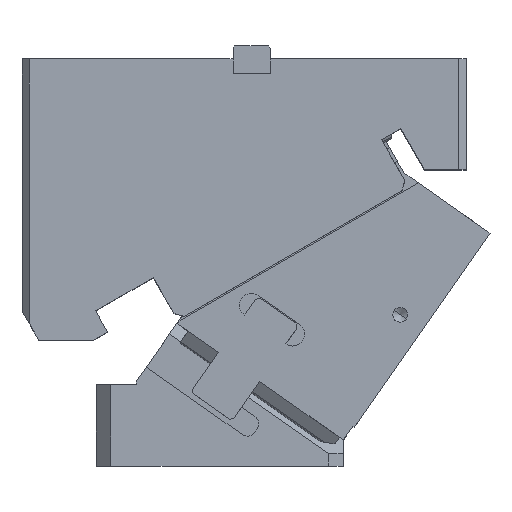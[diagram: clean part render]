
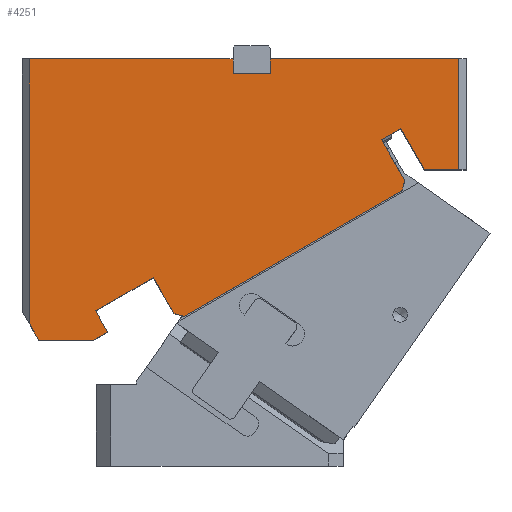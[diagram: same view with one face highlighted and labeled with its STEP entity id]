
A CAD part, top view. The second image highlights one B-rep face of the part: STEP entity #4251.
In plain terms, the highlighted planar face has unit normal (0, 0, 1).
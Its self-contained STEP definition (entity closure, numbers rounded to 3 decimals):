
#304=CARTESIAN_POINT('Line Origine',(-30.726,139.085,55.)) ;
#308=CARTESIAN_POINT('Vertex',(-37.221,135.335,55.)) ;
#310=CARTESIAN_POINT('Vertex',(-24.231,142.835,55.)) ;
#488=CARTESIAN_POINT('Line Origine',(-16.195,128.918,55.)) ;
#492=CARTESIAN_POINT('Vertex',(-8.16,115.,55.)) ;
#581=CARTESIAN_POINT('Vertex',(15.,115.,55.)) ;
#584=CARTESIAN_POINT('Line Origine',(3.42,115.,55.)) ;
#787=CARTESIAN_POINT('Vertex',(-112.5,190.,55.)) ;
#790=CARTESIAN_POINT('Line Origine',(-48.75,190.,55.)) ;
#794=CARTESIAN_POINT('Vertex',(15.,190.,55.)) ;
#1037=CARTESIAN_POINT('Vertex',(-275.,190.,55.)) ;
#1040=CARTESIAN_POINT('Line Origine',(-206.25,190.,55.)) ;
#1044=CARTESIAN_POINT('Vertex',(-137.5,190.,55.)) ;
#1222=CARTESIAN_POINT('Vertex',(-268.545,0.,55.)) ;
#1225=CARTESIAN_POINT('Line Origine',(-271.773,5.59,55.)) ;
#1229=CARTESIAN_POINT('Vertex',(-275.,11.18,55.)) ;
#1329=CARTESIAN_POINT('Vertex',(-231.629,0.,55.)) ;
#1332=CARTESIAN_POINT('Line Origine',(-250.087,0.,55.)) ;
#1487=CARTESIAN_POINT('Vertex',(-230.321,19.794,55.)) ;
#1490=CARTESIAN_POINT('Line Origine',(-226.199,12.655,55.)) ;
#1494=CARTESIAN_POINT('Vertex',(-222.077,5.515,55.)) ;
#2164=CARTESIAN_POINT('Line Origine',(15.,152.5,55.)) ;
#2247=CARTESIAN_POINT('Vertex',(-112.5,180.,55.)) ;
#2250=CARTESIAN_POINT('Line Origine',(-112.5,185.,55.)) ;
#2486=CARTESIAN_POINT('Line Origine',(-137.5,185.,55.)) ;
#2490=CARTESIAN_POINT('Vertex',(-137.5,180.,55.)) ;
#2515=CARTESIAN_POINT('Line Origine',(-275.,100.59,55.)) ;
#2832=CARTESIAN_POINT('Line Origine',(-226.853,2.757,55.)) ;
#3552=CARTESIAN_POINT('Vertex',(-21.471,108.056,55.)) ;
#3555=CARTESIAN_POINT('Line Origine',(-22.368,104.709,55.)) ;
#3559=CARTESIAN_POINT('Vertex',(-23.265,101.362,55.)) ;
#3562=CARTESIAN_POINT('Line Origine',(-23.283,101.294,55.)) ;
#3566=CARTESIAN_POINT('Vertex',(-23.301,101.225,55.)) ;
#3587=CARTESIAN_POINT('Vertex',(-170.526,16.225,55.)) ;
#3604=CARTESIAN_POINT('Line Origine',(-96.913,58.725,55.)) ;
#3623=CARTESIAN_POINT('Line Origine',(-125.,180.,55.)) ;
#3642=CARTESIAN_POINT('Line Origine',(-170.594,16.244,55.)) ;
#3646=CARTESIAN_POINT('Vertex',(-170.662,16.262,55.)) ;
#3649=CARTESIAN_POINT('Line Origine',(-174.009,17.159,55.)) ;
#3653=CARTESIAN_POINT('Vertex',(-177.356,18.056,55.)) ;
#4205=CARTESIAN_POINT('Axis2P3D Location',(20.,190.,55.)) ;
#4210=CARTESIAN_POINT('Line Origine',(-29.346,121.695,55.)) ;
#4215=CARTESIAN_POINT('Line Origine',(-210.836,31.044,55.)) ;
#4219=CARTESIAN_POINT('Vertex',(-191.35,42.294,55.)) ;
#4222=CARTESIAN_POINT('Line Origine',(-184.353,30.175,55.)) ;
#305=DIRECTION('Vector Direction',(0.866,0.5,0.)) ;
#489=DIRECTION('Vector Direction',(0.5,-0.866,0.)) ;
#585=DIRECTION('Vector Direction',(1.,0.,0.)) ;
#791=DIRECTION('Vector Direction',(-1.,0.,0.)) ;
#1041=DIRECTION('Vector Direction',(-1.,0.,0.)) ;
#1226=DIRECTION('Vector Direction',(0.5,-0.866,0.)) ;
#1333=DIRECTION('Vector Direction',(1.,0.,0.)) ;
#1491=DIRECTION('Vector Direction',(-0.5,0.866,0.)) ;
#2165=DIRECTION('Vector Direction',(0.,1.,0.)) ;
#2251=DIRECTION('Vector Direction',(0.,1.,0.)) ;
#2487=DIRECTION('Vector Direction',(0.,1.,0.)) ;
#2516=DIRECTION('Vector Direction',(0.,-1.,0.)) ;
#2833=DIRECTION('Vector Direction',(0.866,0.5,0.)) ;
#3556=DIRECTION('Vector Direction',(0.259,0.966,0.)) ;
#3563=DIRECTION('Vector Direction',(-0.259,-0.966,0.)) ;
#3605=DIRECTION('Vector Direction',(0.866,0.5,0.)) ;
#3624=DIRECTION('Vector Direction',(1.,0.,0.)) ;
#3643=DIRECTION('Vector Direction',(-0.966,0.259,0.)) ;
#3650=DIRECTION('Vector Direction',(0.966,-0.259,0.)) ;
#4206=DIRECTION('Axis2P3D Direction',(0.,0.,1.)) ;
#4207=DIRECTION('Axis2P3D XDirection',(1.,0.,0.)) ;
#4211=DIRECTION('Vector Direction',(-0.5,0.866,0.)) ;
#4216=DIRECTION('Vector Direction',(-0.866,-0.5,0.)) ;
#4223=DIRECTION('Vector Direction',(-0.5,0.866,0.)) ;
#4208=AXIS2_PLACEMENT_3D('Plane Axis2P3D',#4205,#4206,#4207) ;
#4228=ORIENTED_EDGE('',*,*,#3608,.T.) ;
#4229=ORIENTED_EDGE('',*,*,#3568,.F.) ;
#4230=ORIENTED_EDGE('',*,*,#3561,.T.) ;
#4231=ORIENTED_EDGE('',*,*,#4214,.T.) ;
#4232=ORIENTED_EDGE('',*,*,#312,.T.) ;
#4233=ORIENTED_EDGE('',*,*,#494,.T.) ;
#4234=ORIENTED_EDGE('',*,*,#588,.T.) ;
#4235=ORIENTED_EDGE('',*,*,#2168,.T.) ;
#4236=ORIENTED_EDGE('',*,*,#796,.T.) ;
#4237=ORIENTED_EDGE('',*,*,#2254,.F.) ;
#4238=ORIENTED_EDGE('',*,*,#3627,.F.) ;
#4239=ORIENTED_EDGE('',*,*,#2492,.T.) ;
#4240=ORIENTED_EDGE('',*,*,#1046,.T.) ;
#4241=ORIENTED_EDGE('',*,*,#2519,.T.) ;
#4242=ORIENTED_EDGE('',*,*,#1231,.T.) ;
#4243=ORIENTED_EDGE('',*,*,#1336,.T.) ;
#4244=ORIENTED_EDGE('',*,*,#2836,.T.) ;
#4245=ORIENTED_EDGE('',*,*,#1496,.T.) ;
#4246=ORIENTED_EDGE('',*,*,#4221,.F.) ;
#4247=ORIENTED_EDGE('',*,*,#4226,.T.) ;
#4248=ORIENTED_EDGE('',*,*,#3655,.T.) ;
#4249=ORIENTED_EDGE('',*,*,#3648,.F.) ;
#306=VECTOR('Line Direction',#305,1.) ;
#490=VECTOR('Line Direction',#489,1.) ;
#586=VECTOR('Line Direction',#585,1.) ;
#792=VECTOR('Line Direction',#791,1.) ;
#1042=VECTOR('Line Direction',#1041,1.) ;
#1227=VECTOR('Line Direction',#1226,1.) ;
#1334=VECTOR('Line Direction',#1333,1.) ;
#1492=VECTOR('Line Direction',#1491,1.) ;
#2166=VECTOR('Line Direction',#2165,1.) ;
#2252=VECTOR('Line Direction',#2251,1.) ;
#2488=VECTOR('Line Direction',#2487,1.) ;
#2517=VECTOR('Line Direction',#2516,1.) ;
#2834=VECTOR('Line Direction',#2833,1.) ;
#3557=VECTOR('Line Direction',#3556,1.) ;
#3564=VECTOR('Line Direction',#3563,1.) ;
#3606=VECTOR('Line Direction',#3605,1.) ;
#3625=VECTOR('Line Direction',#3624,1.) ;
#3644=VECTOR('Line Direction',#3643,1.) ;
#3651=VECTOR('Line Direction',#3650,1.) ;
#4212=VECTOR('Line Direction',#4211,1.) ;
#4217=VECTOR('Line Direction',#4216,1.) ;
#4224=VECTOR('Line Direction',#4223,1.) ;
#4251=ADVANCED_FACE('CAM HOLDER',(#4250),#4209,.T.) ;
#312=EDGE_CURVE('',#309,#311,#307,.T.) ;
#494=EDGE_CURVE('',#311,#493,#491,.T.) ;
#588=EDGE_CURVE('',#493,#582,#587,.T.) ;
#796=EDGE_CURVE('',#795,#788,#793,.T.) ;
#1046=EDGE_CURVE('',#1045,#1038,#1043,.T.) ;
#1231=EDGE_CURVE('',#1230,#1223,#1228,.T.) ;
#1336=EDGE_CURVE('',#1223,#1330,#1335,.T.) ;
#1496=EDGE_CURVE('',#1495,#1488,#1493,.T.) ;
#2168=EDGE_CURVE('',#582,#795,#2167,.T.) ;
#2254=EDGE_CURVE('',#2248,#788,#2253,.T.) ;
#2492=EDGE_CURVE('',#2491,#1045,#2489,.T.) ;
#2519=EDGE_CURVE('',#1038,#1230,#2518,.T.) ;
#2836=EDGE_CURVE('',#1330,#1495,#2835,.T.) ;
#3561=EDGE_CURVE('',#3560,#3553,#3558,.T.) ;
#3568=EDGE_CURVE('',#3560,#3567,#3565,.T.) ;
#3608=EDGE_CURVE('',#3588,#3567,#3607,.T.) ;
#3627=EDGE_CURVE('',#2491,#2248,#3626,.T.) ;
#3648=EDGE_CURVE('',#3588,#3647,#3645,.T.) ;
#3655=EDGE_CURVE('',#3654,#3647,#3652,.T.) ;
#4214=EDGE_CURVE('',#3553,#309,#4213,.T.) ;
#4221=EDGE_CURVE('',#4220,#1488,#4218,.T.) ;
#4226=EDGE_CURVE('',#4220,#3654,#4225,.F.) ;
#4227=EDGE_LOOP('',(#4228,#4229,#4230,#4231,#4232,#4233,#4234,#4235,#4236,#4237,#4238,#4239,#4240,#4241,#4242,#4243,#4244,#4245,#4246,#4247,#4248,#4249)) ;
#4250=FACE_OUTER_BOUND('',#4227,.T.) ;
#307=LINE('Line',#304,#306) ;
#491=LINE('Line',#488,#490) ;
#587=LINE('Line',#584,#586) ;
#793=LINE('Line',#790,#792) ;
#1043=LINE('Line',#1040,#1042) ;
#1228=LINE('Line',#1225,#1227) ;
#1335=LINE('Line',#1332,#1334) ;
#1493=LINE('Line',#1490,#1492) ;
#2167=LINE('Line',#2164,#2166) ;
#2253=LINE('Line',#2250,#2252) ;
#2489=LINE('Line',#2486,#2488) ;
#2518=LINE('Line',#2515,#2517) ;
#2835=LINE('Line',#2832,#2834) ;
#3558=LINE('Line',#3555,#3557) ;
#3565=LINE('Line',#3562,#3564) ;
#3607=LINE('Line',#3604,#3606) ;
#3626=LINE('Line',#3623,#3625) ;
#3645=LINE('Line',#3642,#3644) ;
#3652=LINE('Line',#3649,#3651) ;
#4213=LINE('Line',#4210,#4212) ;
#4218=LINE('Line',#4215,#4217) ;
#4225=LINE('Line',#4222,#4224) ;
#4209=PLANE('Plane',#4208) ;
#309=VERTEX_POINT('',#308) ;
#311=VERTEX_POINT('',#310) ;
#493=VERTEX_POINT('',#492) ;
#582=VERTEX_POINT('',#581) ;
#788=VERTEX_POINT('',#787) ;
#795=VERTEX_POINT('',#794) ;
#1038=VERTEX_POINT('',#1037) ;
#1045=VERTEX_POINT('',#1044) ;
#1223=VERTEX_POINT('',#1222) ;
#1230=VERTEX_POINT('',#1229) ;
#1330=VERTEX_POINT('',#1329) ;
#1488=VERTEX_POINT('',#1487) ;
#1495=VERTEX_POINT('',#1494) ;
#2248=VERTEX_POINT('',#2247) ;
#2491=VERTEX_POINT('',#2490) ;
#3553=VERTEX_POINT('',#3552) ;
#3560=VERTEX_POINT('',#3559) ;
#3567=VERTEX_POINT('',#3566) ;
#3588=VERTEX_POINT('',#3587) ;
#3647=VERTEX_POINT('',#3646) ;
#3654=VERTEX_POINT('',#3653) ;
#4220=VERTEX_POINT('',#4219) ;
